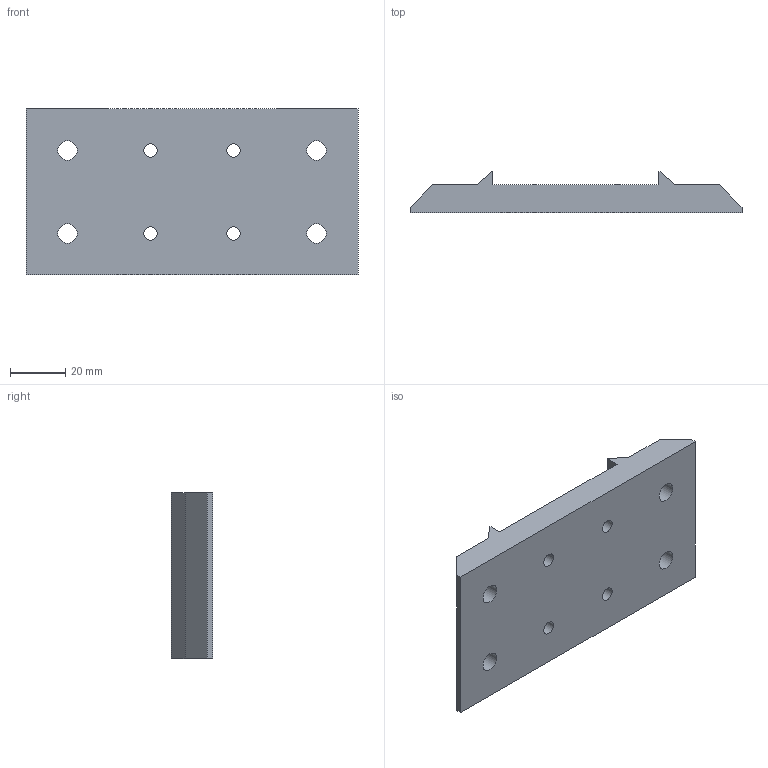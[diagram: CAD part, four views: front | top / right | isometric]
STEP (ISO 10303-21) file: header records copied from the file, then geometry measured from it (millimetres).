
FILE_DESCRIPTION(/* description */ (''),/* implementation_level */ '2;1');
FILE_NAME(/* name */ 'DAF6060-6.stp',/* time_stamp */ '2025-03-27T10:12:52+08:00',/* author */ ('1091212-1'),/* organization */ (''),/* preprocessor_version */ 'ST-DEVELOPER v15.6',/* originating_system */ 'Autodesk Inventor 2015',/* authorisation */ '');
FILE_SCHEMA (('AUTOMOTIVE_DESIGN { 1 0 10303 214 3 1 1 }'));
Length unit declared in the file: millimetre
Products named in the file (1): DAF6060-6
Bounding box: 120 x 15 x 60 mm (x, y, z)
Volume: 67661.1 mm3; surface area: 19224.6 mm2
Topology: 1 solids, 1 shells, 22 faces, 68 edges, 48 vertices
Faces by surface type: plane 14, cylinder 8
Full cylindrical faces by diameter (mm): 4.917 x4, 7 x4
Entity records: 716 total; most frequent: CARTESIAN_POINT 115, DIRECTION 114, ORIENTED_EDGE 104, EDGE_CURVE 52, EDGE_LOOP 46, VERTEX_POINT 40, AXIS2_PLACEMENT_3D 39, LINE 36
